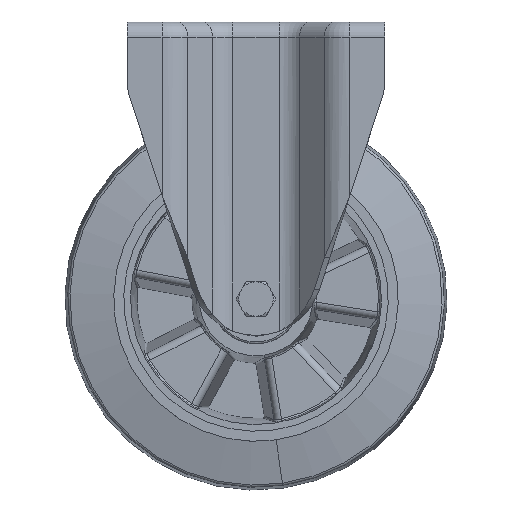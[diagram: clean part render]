
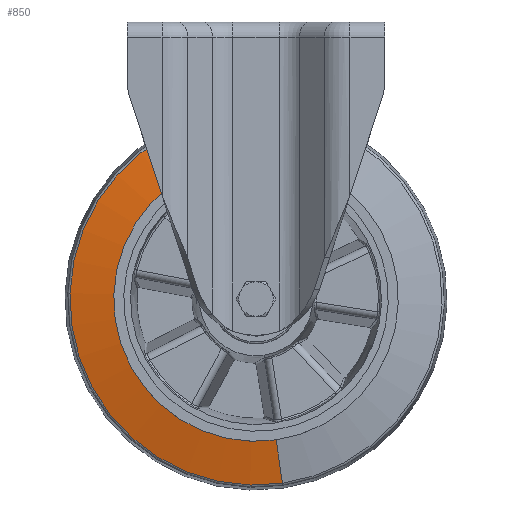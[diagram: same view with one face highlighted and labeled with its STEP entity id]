
A CAD part, top view. The second image highlights one B-rep face of the part: STEP entity #850.
In plain terms, the highlighted conical face has half-angle 77.093 degrees and reference radius 74.5 mm.
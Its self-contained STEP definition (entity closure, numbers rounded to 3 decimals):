
#546 = CARTESIAN_POINT ( 'NONE',  ( -10.586, -67.256, 22. ) ) ;
#850 = ADVANCED_FACE ( 'NONE', ( #14687 ), #8430, .T. ) ;
#1337 = VERTEX_POINT ( 'NONE', #7190 ) ;
#2312 = AXIS2_PLACEMENT_3D ( 'NONE', #5826, #21747, #24294 ) ;
#3582 = CARTESIAN_POINT ( 'NONE',  ( 13.845, -237.451, 16.743 ) ) ;
#3969 = EDGE_LOOP ( 'NONE', ( #7304, #7348, #15233, #4545 ) ) ;
#4545 = ORIENTED_EDGE ( 'NONE', *, *, #10410, .F. ) ;
#5065 = AXIS2_PLACEMENT_3D ( 'NONE', #6723, #7415, #19662 ) ;
#5826 = CARTESIAN_POINT ( 'NONE',  ( 0., -141., 22. ) ) ;
#6723 = CARTESIAN_POINT ( 'NONE',  ( 0., -141., 16.743 ) ) ;
#7190 = CARTESIAN_POINT ( 'NONE',  ( 10.586, -214.744, 22. ) ) ;
#7304 = ORIENTED_EDGE ( 'NONE', *, *, #9746, .T. ) ;
#7348 = ORIENTED_EDGE ( 'NONE', *, *, #22695, .T. ) ;
#7415 = DIRECTION ( 'NONE',  ( 0., 0., 1. ) ) ;
#7748 = DIRECTION ( 'NONE',  ( 0., 0., -1. ) ) ;
#7994 = LINE ( 'NONE', #20319, #24905 ) ;
#8430 = CONICAL_SURFACE ( 'NONE', #2312, 74.5, 1.346 ) ;
#9252 = CIRCLE ( 'NONE', #23503, 74.5 ) ;
#9743 = EDGE_CURVE ( 'NONE', #25416, #23724, #25243, .T. ) ;
#9746 = EDGE_CURVE ( 'NONE', #1337, #17076, #9252, .T. ) ;
#10410 = EDGE_CURVE ( 'NONE', #1337, #23724, #18599, .T. ) ;
#11656 = CARTESIAN_POINT ( 'NONE',  ( 0., -141., 22. ) ) ;
#12633 = VECTOR ( 'NONE', #17944, 1000. ) ;
#13323 = DIRECTION ( 'NONE',  ( 0.142, -0.99, 0. ) ) ;
#14687 = FACE_OUTER_BOUND ( 'NONE', #3969, .T. ) ;
#15233 = ORIENTED_EDGE ( 'NONE', *, *, #9743, .T. ) ;
#16398 = DIRECTION ( 'NONE',  ( -0.139, 0.965, -0.223 ) ) ;
#17076 = VERTEX_POINT ( 'NONE', #546 ) ;
#17944 = DIRECTION ( 'NONE',  ( 0.139, -0.965, -0.223 ) ) ;
#18599 = LINE ( 'NONE', #22267, #12633 ) ;
#19662 = DIRECTION ( 'NONE',  ( -0.142, 0.99, 0. ) ) ;
#20319 = CARTESIAN_POINT ( 'NONE',  ( -10.586, -67.256, 22. ) ) ;
#21747 = DIRECTION ( 'NONE',  ( 0., 0., -1. ) ) ;
#22267 = CARTESIAN_POINT ( 'NONE',  ( 10.586, -214.744, 22. ) ) ;
#22695 = EDGE_CURVE ( 'NONE', #17076, #25416, #7994, .T. ) ;
#23503 = AXIS2_PLACEMENT_3D ( 'NONE', #11656, #7748, #13323 ) ;
#23588 = CARTESIAN_POINT ( 'NONE',  ( -13.845, -44.549, 16.743 ) ) ;
#23724 = VERTEX_POINT ( 'NONE', #3582 ) ;
#24294 = DIRECTION ( 'NONE',  ( 0.142, -0.99, 0. ) ) ;
#24905 = VECTOR ( 'NONE', #16398, 1000. ) ;
#25243 = CIRCLE ( 'NONE', #5065, 97.44 ) ;
#25416 = VERTEX_POINT ( 'NONE', #23588 ) ;
